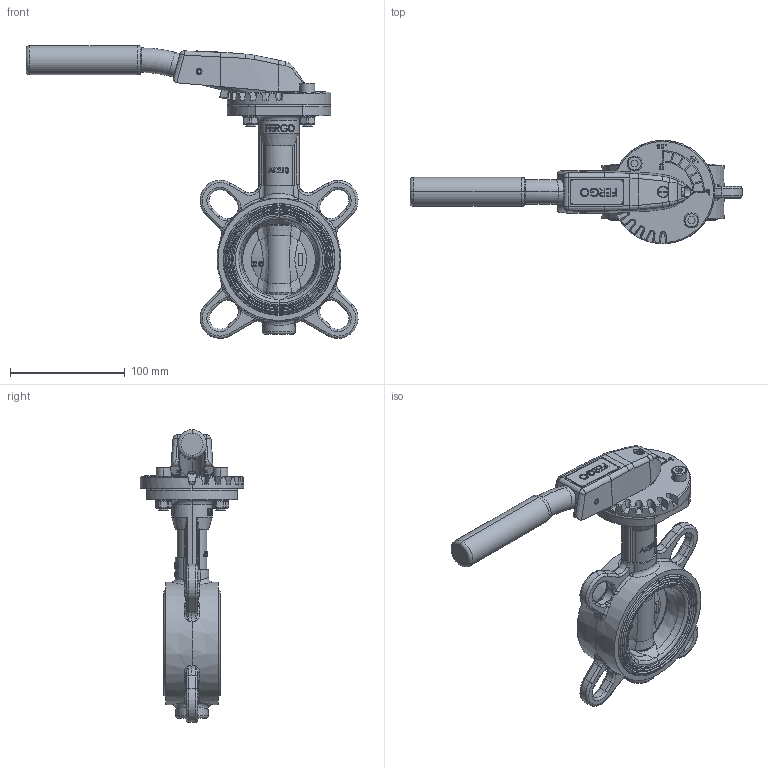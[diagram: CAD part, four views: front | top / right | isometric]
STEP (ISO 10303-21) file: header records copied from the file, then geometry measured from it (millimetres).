
FILE_DESCRIPTION (( 'STEP AP214' ), '1' );
FILE_NAME ('AK210 DN65.STEP', '2022-09-07T07:53:06', ( '' ), ( '' ), 'SwSTEP 2.0', 'SolidWorks 2022', '' );
FILE_SCHEMA (( 'AUTOMOTIVE_DESIGN' ));
Length unit declared in the file: millimetre
Products named in the file (1): AK210 DN65
Bounding box: 288.97 x 90 x 254.84 mm (x, y, z)
Surface area: 141849.4 mm2 (no closed solid volume)
Topology: 0 solids, 4 shells, 1649 faces, 4354 edges, 2779 vertices
Faces by surface type: plane 759, bspline 329, cylinder 321, torus 114, cone 108, sphere 18
Entity records: 86142 total; most frequent: CARTESIAN_POINT 39006, ORIENTED_EDGE 8660, DIRECTION 6744, EDGE_CURVE 4334, VERTEX_POINT 2779, AXIS2_PLACEMENT_3D 2387, LINE 1970, VECTOR 1970
